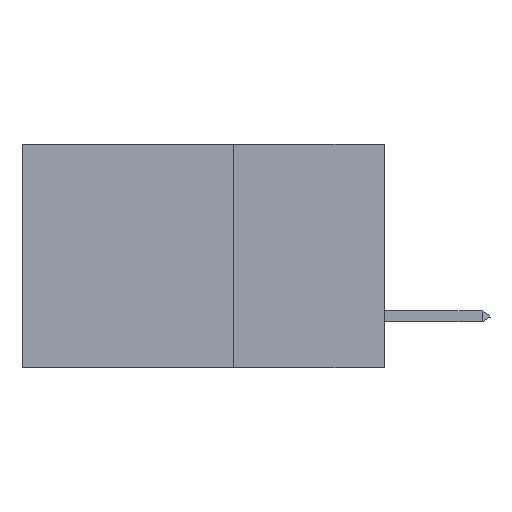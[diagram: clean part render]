
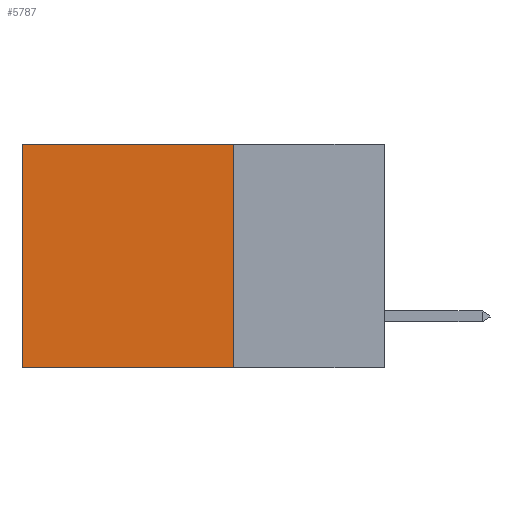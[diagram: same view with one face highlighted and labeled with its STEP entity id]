
A CAD part, left-side view. The second image highlights one B-rep face of the part: STEP entity #5787.
In plain terms, the highlighted planar face has unit normal (-1, 0, 0).
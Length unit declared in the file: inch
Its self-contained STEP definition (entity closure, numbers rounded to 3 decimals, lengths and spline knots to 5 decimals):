
#47 = DIRECTION ( 'NONE',  ( 0., 0., -1. ) ) ;
#326 = EDGE_CURVE ( 'NONE', #16816, #16197, #2268, .T. ) ;
#385 = EDGE_CURVE ( 'NONE', #3382, #13622, #7581, .T. ) ;
#1578 = EDGE_CURVE ( 'NONE', #3382, #16816, #15530, .T. ) ;
#1613 = ORIENTED_EDGE ( 'NONE', *, *, #385, .F. ) ;
#1766 = DIRECTION ( 'NONE',  ( 0., 1., 0. ) ) ;
#2268 = LINE ( 'NONE', #2900, #5880 ) ;
#2900 = CARTESIAN_POINT ( 'NONE',  ( 0.2875, 0.6, 0. ) ) ;
#3000 = CARTESIAN_POINT ( 'NONE',  ( 0.2875, 0.25, 0. ) ) ;
#3082 = DIRECTION ( 'NONE',  ( 0., 0., -1. ) ) ;
#3209 = CARTESIAN_POINT ( 'NONE',  ( 0.2875, 0.25, 0. ) ) ;
#3382 = VERTEX_POINT ( 'NONE', #13740 ) ;
#4007 = AXIS2_PLACEMENT_3D ( 'NONE', #10933, #14979, #47 ) ;
#5787 = ADVANCED_FACE ( 'NONE', ( #6048 ), #12047, .F. ) ;
#5880 = VECTOR ( 'NONE', #3082, 39.37008 ) ;
#5937 = CARTESIAN_POINT ( 'NONE',  ( 0.2875, 0.25, -0.37 ) ) ;
#6048 = FACE_OUTER_BOUND ( 'NONE', #14848, .T. ) ;
#7581 = LINE ( 'NONE', #3209, #16171 ) ;
#7984 = CARTESIAN_POINT ( 'NONE',  ( 0.2875, 0.25, -0.37 ) ) ;
#9719 = ORIENTED_EDGE ( 'NONE', *, *, #326, .T. ) ;
#10865 = CARTESIAN_POINT ( 'NONE',  ( 0.2875, 0.6, -0.37 ) ) ;
#10933 = CARTESIAN_POINT ( 'NONE',  ( 0.2875, 0.25, 0. ) ) ;
#10967 = CARTESIAN_POINT ( 'NONE',  ( 0.2875, 0.6, 0. ) ) ;
#11323 = LINE ( 'NONE', #7984, #12583 ) ;
#12019 = EDGE_CURVE ( 'NONE', #13622, #16197, #11323, .T. ) ;
#12047 = PLANE ( 'NONE',  #4007 ) ;
#12174 = DIRECTION ( 'NONE',  ( 0., 1., 0. ) ) ;
#12381 = VECTOR ( 'NONE', #1766, 39.37008 ) ;
#12583 = VECTOR ( 'NONE', #12174, 39.37008 ) ;
#12611 = ORIENTED_EDGE ( 'NONE', *, *, #12019, .F. ) ;
#12658 = DIRECTION ( 'NONE',  ( 0., 0., -1. ) ) ;
#13609 = ORIENTED_EDGE ( 'NONE', *, *, #1578, .T. ) ;
#13622 = VERTEX_POINT ( 'NONE', #5937 ) ;
#13740 = CARTESIAN_POINT ( 'NONE',  ( 0.2875, 0.25, 0. ) ) ;
#14848 = EDGE_LOOP ( 'NONE', ( #9719, #12611, #1613, #13609 ) ) ;
#14979 = DIRECTION ( 'NONE',  ( 1., 0., 0. ) ) ;
#15530 = LINE ( 'NONE', #3000, #12381 ) ;
#16171 = VECTOR ( 'NONE', #12658, 39.37008 ) ;
#16197 = VERTEX_POINT ( 'NONE', #10865 ) ;
#16816 = VERTEX_POINT ( 'NONE', #10967 ) ;
